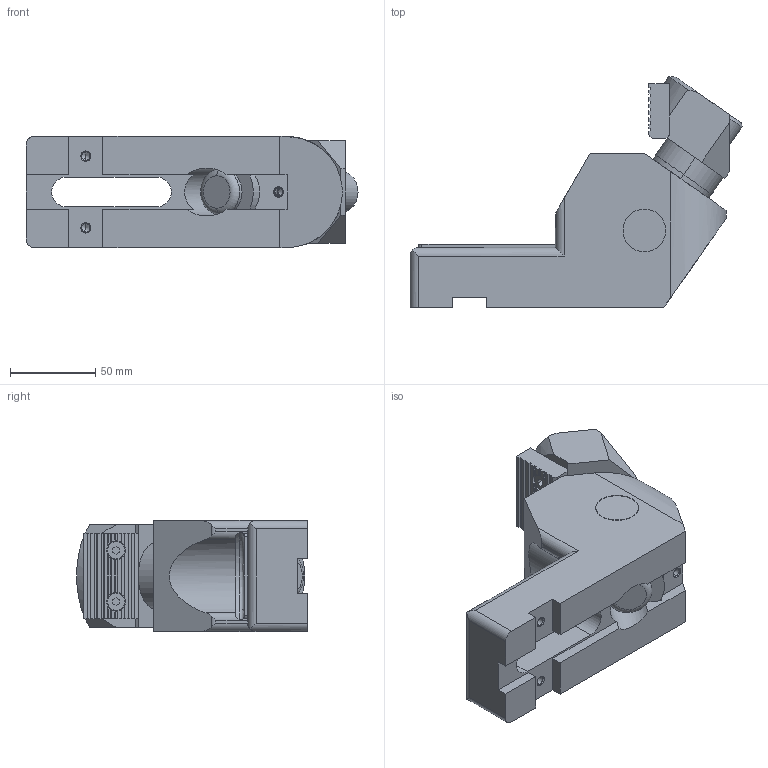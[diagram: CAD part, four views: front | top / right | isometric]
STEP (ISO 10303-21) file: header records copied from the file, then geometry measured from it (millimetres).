
FILE_DESCRIPTION (( 'STEP AP214' ), '1' );
FILE_NAME ('23211_0010 Unterbau-Spanner.stp', '2018-05-23T12:19:44', ( '' ), ( '' ), 'SwSTEP 2.0', 'SolidWorks 2016', '' );
FILE_SCHEMA (( 'AUTOMOTIVE_DESIGN' ));
Length unit declared in the file: millimetre
Products named in the file (5): 23111_0010-01; 23111_0010-02; 23211_0010 Unterbau-Spanner; 23211_0010-03; 23211_0010-04
Assembly tree (5 placements, depth 2):
  23211_0010 Unterbau-Spanner
    23111_0010-01
    23111_0010-02
    23211_0010-03
    23211_0010-04  x2
Bounding box: 194.22 x 135.06 x 65 mm (x, y, z)
Volume: 661502.5 mm3; surface area: 98913.3 mm2
Topology: 5 solids, 5 shells, 270 faces, 696 edges, 442 vertices
Faces by surface type: plane 147, cylinder 77, cone 37, torus 9
Entity records: 10322 total; most frequent: CARTESIAN_POINT 1636, ORIENTED_EDGE 1292, DIRECTION 1284, EDGE_CURVE 646, AXIS2_PLACEMENT_3D 448, VERTEX_POINT 418, VECTOR 388, LINE 388
